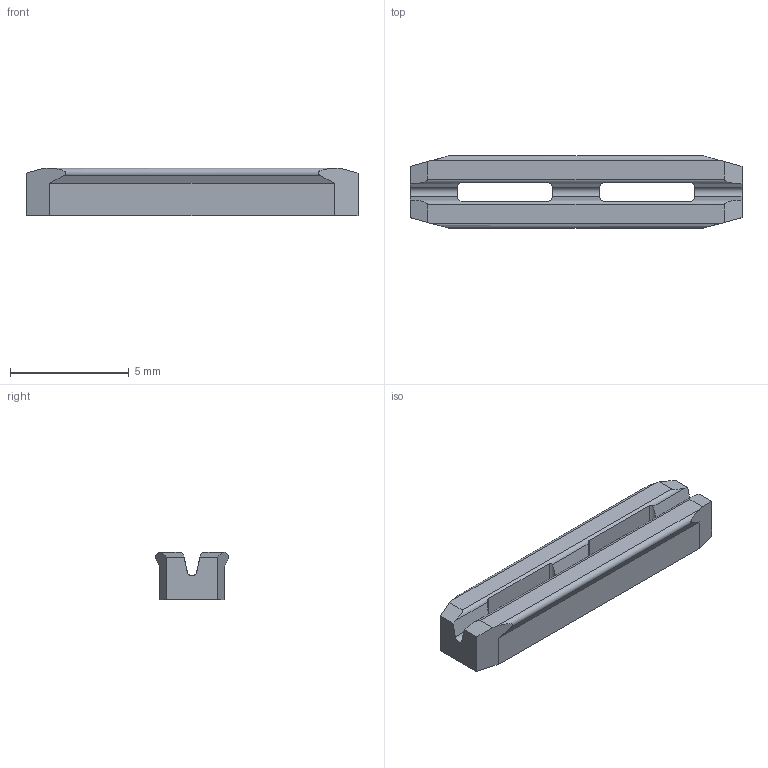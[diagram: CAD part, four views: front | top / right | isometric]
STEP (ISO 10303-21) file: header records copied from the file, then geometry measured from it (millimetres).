
FILE_DESCRIPTION(('Creo Elements/Direct Modeling STEP Export'),'2;1');
FILE_NAME('0ln7uvk5h2540ha6328','2022-02-04T10:16:04',(''),(''),'Creo Elements/Direct Modeling STEP processor for AP214 (Solid Model)','Creo Elements/Direct Modeling 20.1B 02-Apr-2019 (C) Parametric Technology GmbH','');
FILE_SCHEMA(('AUTOMOTIVE_DESIGN { 1 0 10303 214 1 1 1 1 }'));
Length unit declared in the file: millimetre
Products named in the file (2): CR_Q08E
Assembly tree (1 placements, depth 2):
  CR_Q08E
    CR_Q08E
Bounding box: 14 x 3.07 x 2 mm (x, y, z)
Volume: 60 mm3; surface area: 170.7 mm2
Topology: 1 solids, 1 shells, 46 faces, 138 edges, 92 vertices
Faces by surface type: plane 31, cylinder 15
Entity records: 2227 total; most frequent: CARTESIAN_POINT 588, ORIENTED_EDGE 276, DIRECTION 236, EDGE_CURVE 138, VECTOR 92, LINE 92, VERTEX_POINT 92, AXIS2_PLACEMENT_3D 72
